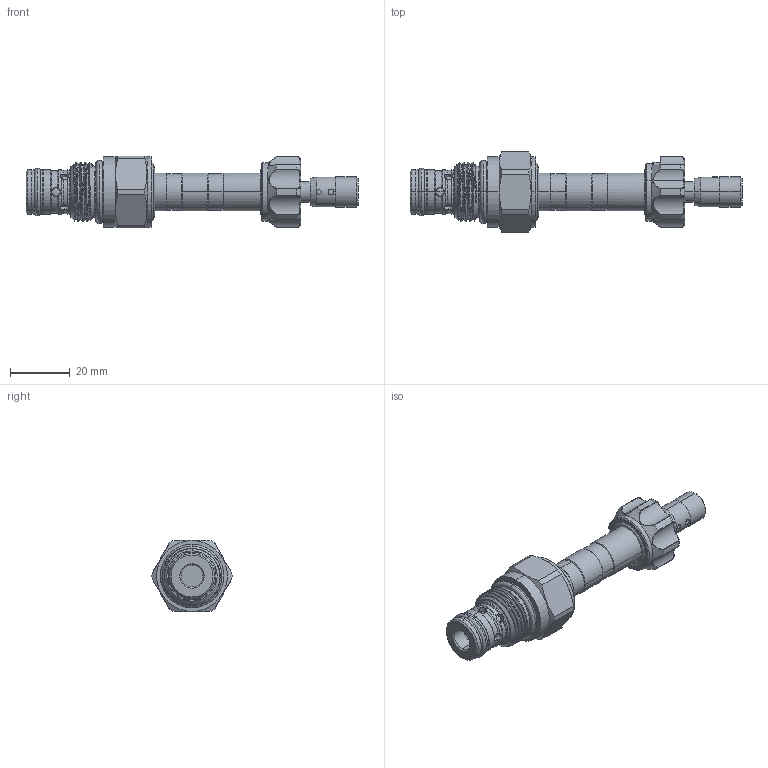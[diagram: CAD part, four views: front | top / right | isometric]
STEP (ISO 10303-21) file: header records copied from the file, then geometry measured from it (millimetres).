
FILE_DESCRIPTION (( 'STEP AP203' ), '1' );
FILE_NAME ('EP20M2A06T05.STEP', '2020-03-31T08:46:14', ( '' ), ( '' ), 'SwSTEP 2.0', 'SolidWorks 2018', '' );
FILE_SCHEMA (( 'CONFIG_CONTROL_DESIGN' ));
Length unit declared in the file: millimetre
Products named in the file (1): EP20M2A06T05
Bounding box: 110.7 x 26.69 x 24 mm (x, y, z)
Volume: 23456.7 mm3; surface area: 8986 mm2
Topology: 5 solids, 5 shells, 321 faces, 779 edges, 482 vertices
Faces by surface type: cylinder 157, cone 57, bspline 38, torus 37, plane 32
Entity records: 14101 total; most frequent: CARTESIAN_POINT 6929, ORIENTED_EDGE 1554, DIRECTION 1411, EDGE_CURVE 777, AXIS2_PLACEMENT_3D 609, VERTEX_POINT 482, EDGE_LOOP 347, CIRCLE 325
